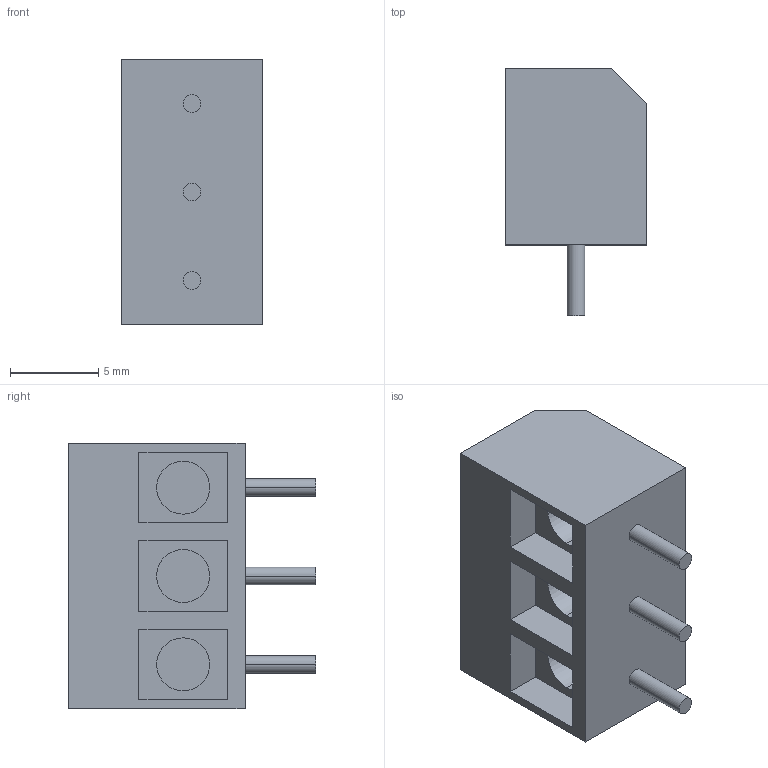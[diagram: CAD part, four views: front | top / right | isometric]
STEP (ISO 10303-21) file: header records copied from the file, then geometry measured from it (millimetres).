
FILE_DESCRIPTION (( 'STEP AP214' ), '1' );
FILE_NAME ('Bornera de 3 pines blue.STEP', '2019-10-11T04:52:46', ( '' ), ( '' ), 'SwSTEP 2.0', 'SolidWorks 2016', '' );
FILE_SCHEMA (( 'AUTOMOTIVE_DESIGN' ));
Length unit declared in the file: millimetre
Products named in the file (1): Bornera de 3 pines blue
Bounding box: 8 x 14 x 15 mm (x, y, z)
Volume: 940 mm3; surface area: 989.4 mm2
Topology: 1 solids, 1 shells, 64 faces, 141 edges, 94 vertices
Faces by surface type: plane 46, cylinder 18
Entity records: 2499 total; most frequent: DIRECTION 307, CARTESIAN_POINT 300, ORIENTED_EDGE 282, EDGE_CURVE 141, LINE 105, VECTOR 105, AXIS2_PLACEMENT_3D 101, VERTEX_POINT 94
